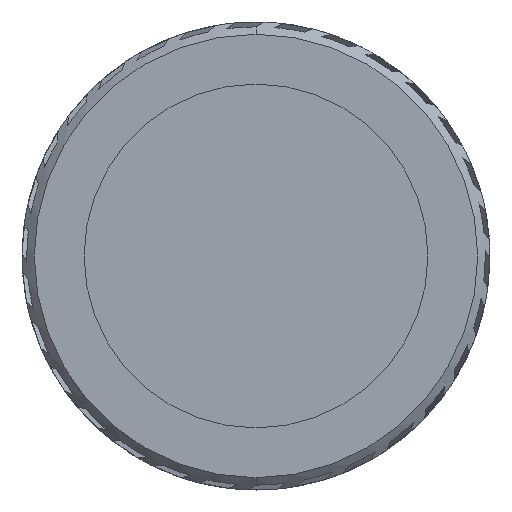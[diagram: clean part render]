
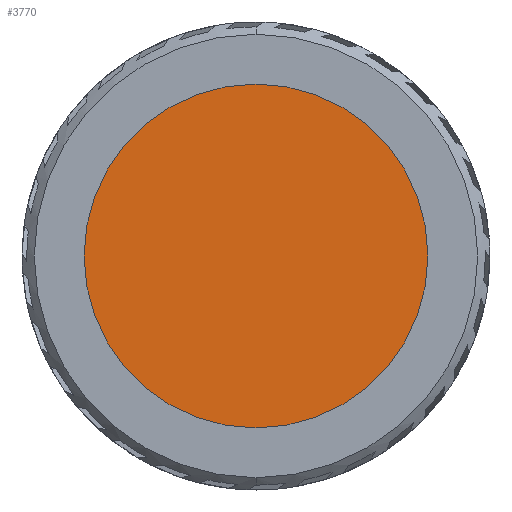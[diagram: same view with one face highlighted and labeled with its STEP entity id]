
A CAD part, front view. The second image highlights one B-rep face of the part: STEP entity #3770.
In plain terms, the highlighted planar face has unit normal (0, -1, 0).
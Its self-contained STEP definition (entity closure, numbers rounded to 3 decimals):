
#199 = CARTESIAN_POINT ( 'NONE',  ( 0., -7.831, -7.6 ) ) ;
#433 = CIRCLE ( 'NONE', #2441, 7.6 ) ;
#567 = VERTEX_POINT ( 'NONE', #199 ) ;
#749 = EDGE_LOOP ( 'NONE', ( #1335, #2240 ) ) ;
#886 = FACE_OUTER_BOUND ( 'NONE', #749, .T. ) ;
#1147 = DIRECTION ( 'NONE',  ( 0., 1., 0. ) ) ;
#1335 = ORIENTED_EDGE ( 'NONE', *, *, #3177, .F. ) ;
#1479 = DIRECTION ( 'NONE',  ( 0., 0., 1. ) ) ;
#1713 = DIRECTION ( 'NONE',  ( 0., 0., 1. ) ) ;
#1843 = CARTESIAN_POINT ( 'NONE',  ( 7.6, -7.831, 0. ) ) ;
#2029 = CIRCLE ( 'NONE', #4275, 7.6 ) ;
#2240 = ORIENTED_EDGE ( 'NONE', *, *, #3243, .F. ) ;
#2256 = PLANE ( 'NONE',  #2650 ) ;
#2441 = AXIS2_PLACEMENT_3D ( 'NONE', #3679, #3664, #1479 ) ;
#2453 = CARTESIAN_POINT ( 'NONE',  ( 0., -7.831, 7.6 ) ) ;
#2614 = DIRECTION ( 'NONE',  ( 0., 0., 1. ) ) ;
#2650 = AXIS2_PLACEMENT_3D ( 'NONE', #1843, #1147, #2614 ) ;
#2995 = VERTEX_POINT ( 'NONE', #2453 ) ;
#3177 = EDGE_CURVE ( 'NONE', #2995, #567, #2029, .T. ) ;
#3243 = EDGE_CURVE ( 'NONE', #567, #2995, #433, .T. ) ;
#3643 = DIRECTION ( 'NONE',  ( 0., 1., 0. ) ) ;
#3664 = DIRECTION ( 'NONE',  ( 0., 1., 0. ) ) ;
#3679 = CARTESIAN_POINT ( 'NONE',  ( 0., -7.831, 0. ) ) ;
#3770 = ADVANCED_FACE ( 'NONE', ( #886 ), #2256, .F. ) ;
#4275 = AXIS2_PLACEMENT_3D ( 'NONE', #4717, #3643, #1713 ) ;
#4717 = CARTESIAN_POINT ( 'NONE',  ( 0., -7.831, 0. ) ) ;
